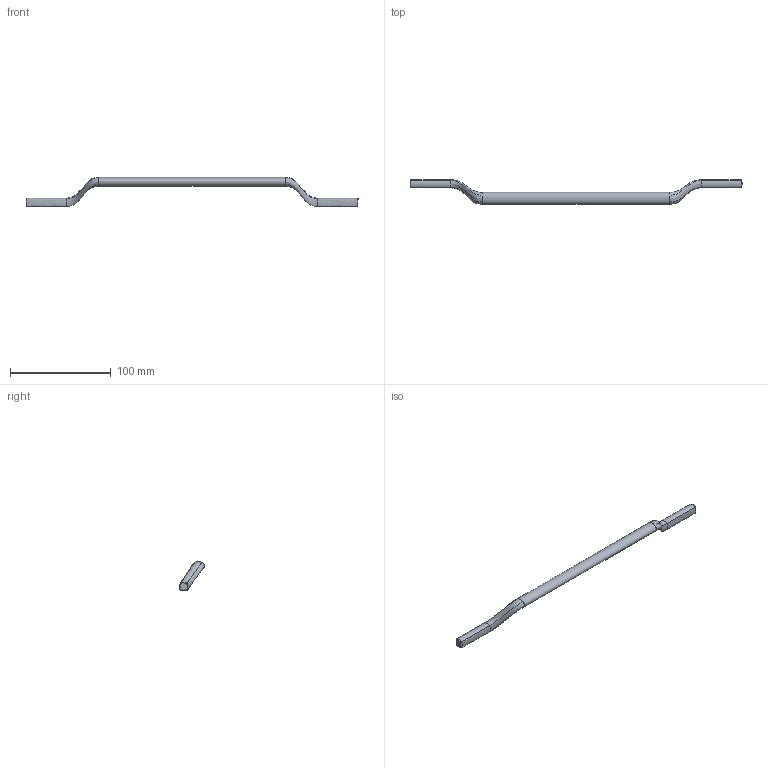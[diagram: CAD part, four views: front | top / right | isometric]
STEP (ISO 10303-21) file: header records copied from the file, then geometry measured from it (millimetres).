
FILE_DESCRIPTION(/* description */ (''),/* implementation_level */ '2;1');
FILE_NAME(/* name */ '0602_256_01.stp',/* time_stamp */ '2023-01-03T08:56:20+01:00',/* author */ ('jferrer'),/* organization */ ('unknown'),/* preprocessor_version */ 'ST-DEVELOPER v18.1',/* originating_system */ 'Autodesk Inventor 2022',/* authorisation */ '');
FILE_SCHEMA (('CONFIG_CONTROL_DESIGN'));
Length unit declared in the file: millimetre
Products named in the file (1): 0602_256_01
Bounding box: 330 x 24.35 x 28.86 mm (x, y, z)
Volume: 25194.1 mm3; surface area: 11024.5 mm2
Topology: 1 solids, 1 shells, 103 faces, 256 edges, 167 vertices
Faces by surface type: plane 59, cylinder 19, bspline 17, cone 4, torus 4
Full cylindrical faces by diameter (mm): 1.548 x1, 1.8 x1, 3.242 x2
Entity records: 5664 total; most frequent: CARTESIAN_POINT 3224, ORIENTED_EDGE 508, DIRECTION 432, EDGE_CURVE 254, VERTEX_POINT 167, LINE 158, VECTOR 158, AXIS2_PLACEMENT_3D 137
